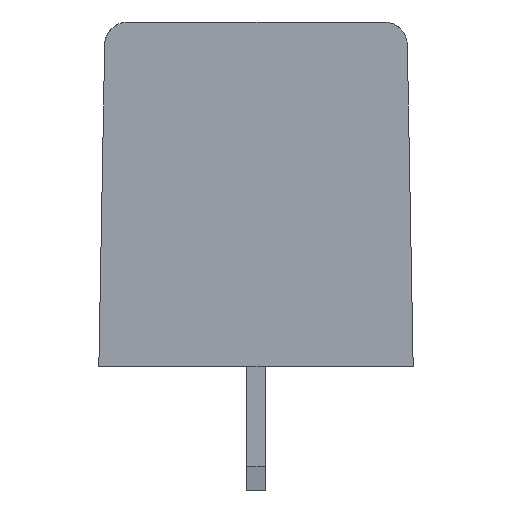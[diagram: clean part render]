
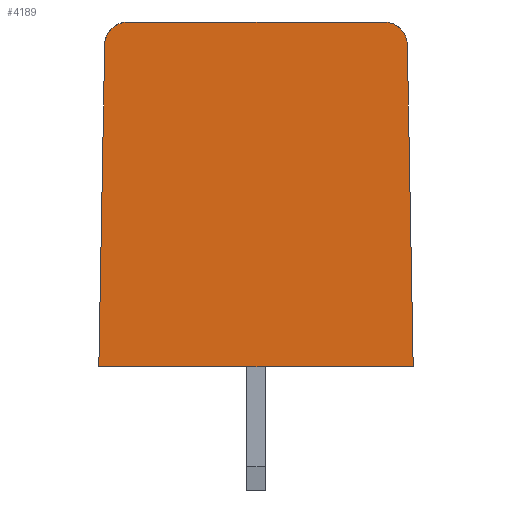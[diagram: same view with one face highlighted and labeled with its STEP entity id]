
A CAD part, left-side view. The second image highlights one B-rep face of the part: STEP entity #4189.
In plain terms, the highlighted planar face has unit normal (-1, 0, 0).
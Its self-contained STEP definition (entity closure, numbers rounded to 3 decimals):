
#4057 = VERTEX_POINT('',#4058);
#4058 = CARTESIAN_POINT('',(-0.375,5.5,14.8));
#4064 = EDGE_CURVE('',#4057,#4065,#4067,.T.);
#4065 = VERTEX_POINT('',#4066);
#4066 = CARTESIAN_POINT('',(-0.375,-5.5,14.8));
#4067 = LINE('',#4068,#4069);
#4068 = CARTESIAN_POINT('',(-0.375,6.75,14.8));
#4069 = VECTOR('',#4070,1.);
#4070 = DIRECTION('',(0.,-1.,0.));
#4104 = VERTEX_POINT('',#4105);
#4105 = CARTESIAN_POINT('',(-0.375,6.5,13.818));
#4111 = EDGE_CURVE('',#4104,#4057,#4112,.T.);
#4112 = CIRCLE('',#4113,1.);
#4113 = AXIS2_PLACEMENT_3D('',#4114,#4115,#4116);
#4114 = CARTESIAN_POINT('',(-0.375,5.5,13.8));
#4115 = DIRECTION('',(1.,0.,0.));
#4116 = DIRECTION('',(0.,1.,0.));
#4170 = EDGE_CURVE('',#4065,#4171,#4173,.T.);
#4171 = VERTEX_POINT('',#4172);
#4172 = CARTESIAN_POINT('',(-0.375,-6.5,13.818));
#4173 = CIRCLE('',#4174,1.);
#4174 = AXIS2_PLACEMENT_3D('',#4175,#4176,#4177);
#4175 = CARTESIAN_POINT('',(-0.375,-5.5,13.8));
#4176 = DIRECTION('',(1.,0.,0.));
#4177 = DIRECTION('',(0.,1.,0.));
#4189 = ADVANCED_FACE('',(#4190),#4217,.T.);
#4190 = FACE_BOUND('',#4191,.T.);
#4191 = EDGE_LOOP('',(#4192,#4200,#4208,#4214,#4215,#4216));
#4192 = ORIENTED_EDGE('',*,*,#4193,.F.);
#4193 = EDGE_CURVE('',#4194,#4104,#4196,.T.);
#4194 = VERTEX_POINT('',#4195);
#4195 = CARTESIAN_POINT('',(-0.375,6.75,0.));
#4196 = LINE('',#4197,#4198);
#4197 = CARTESIAN_POINT('',(-0.375,6.625,6.909));
#4198 = VECTOR('',#4199,1.);
#4199 = DIRECTION('',(0.,-0.018,1.));
#4200 = ORIENTED_EDGE('',*,*,#4201,.T.);
#4201 = EDGE_CURVE('',#4194,#4202,#4204,.T.);
#4202 = VERTEX_POINT('',#4203);
#4203 = CARTESIAN_POINT('',(-0.375,-6.75,0.));
#4204 = LINE('',#4205,#4206);
#4205 = CARTESIAN_POINT('',(-0.375,6.75,0.));
#4206 = VECTOR('',#4207,1.);
#4207 = DIRECTION('',(0.,-1.,0.));
#4208 = ORIENTED_EDGE('',*,*,#4209,.F.);
#4209 = EDGE_CURVE('',#4171,#4202,#4210,.T.);
#4210 = LINE('',#4211,#4212);
#4211 = CARTESIAN_POINT('',(-0.375,-6.748,0.122));
#4212 = VECTOR('',#4213,1.);
#4213 = DIRECTION('',(0.,-0.018,-1.));
#4214 = ORIENTED_EDGE('',*,*,#4170,.F.);
#4215 = ORIENTED_EDGE('',*,*,#4064,.F.);
#4216 = ORIENTED_EDGE('',*,*,#4111,.F.);
#4217 = PLANE('',#4218);
#4218 = AXIS2_PLACEMENT_3D('',#4219,#4220,#4221);
#4219 = CARTESIAN_POINT('',(-0.375,6.75,0.));
#4220 = DIRECTION('',(-1.,0.,0.));
#4221 = DIRECTION('',(0.,0.,1.));
